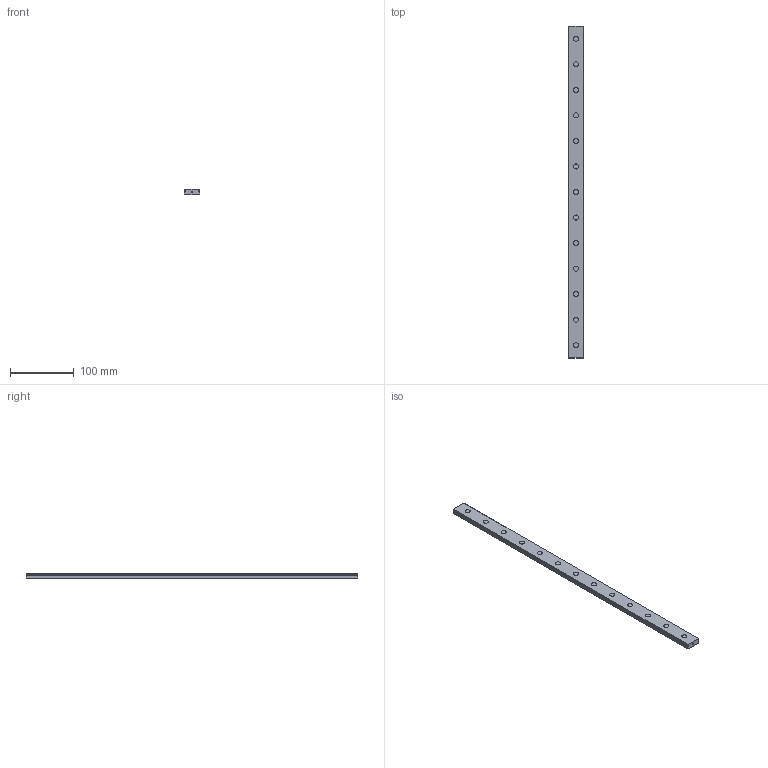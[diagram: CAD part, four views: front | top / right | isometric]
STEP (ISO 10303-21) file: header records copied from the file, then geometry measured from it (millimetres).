
FILE_DESCRIPTION(('STEP AP214'),'1');
FILE_NAME('cctmp_BE87F878-2968-4E72-8F28-9F1077E53B30_2021_02_24_09_24_39_0683..stp','2021-02-24T08:24:39',('HIWIN GmbH'),('CADClick - www.CADClick.com'),'Spatial InterOp 3D',' ','unknown authorization');
FILE_SCHEMA(('AUTOMOTIVE_DESIGN'));
Length unit declared in the file: millimetre
Products named in the file (1): MGWR12R520CM_FILE
Bounding box: 24 x 520 x 8.5 mm (x, y, z)
Volume: 100302.5 mm3; surface area: 38990.4 mm2
Topology: 1 solids, 1 shells, 212 faces, 501 edges, 334 vertices
Faces by surface type: plane 118, cylinder 94
Entity records: 7873 total; most frequent: DIRECTION 1115, CARTESIAN_POINT 1048, ORIENTED_EDGE 1002, EDGE_CURVE 501, AXIS2_PLACEMENT_3D 401, VERTEX_POINT 334, LINE 313, VECTOR 313
